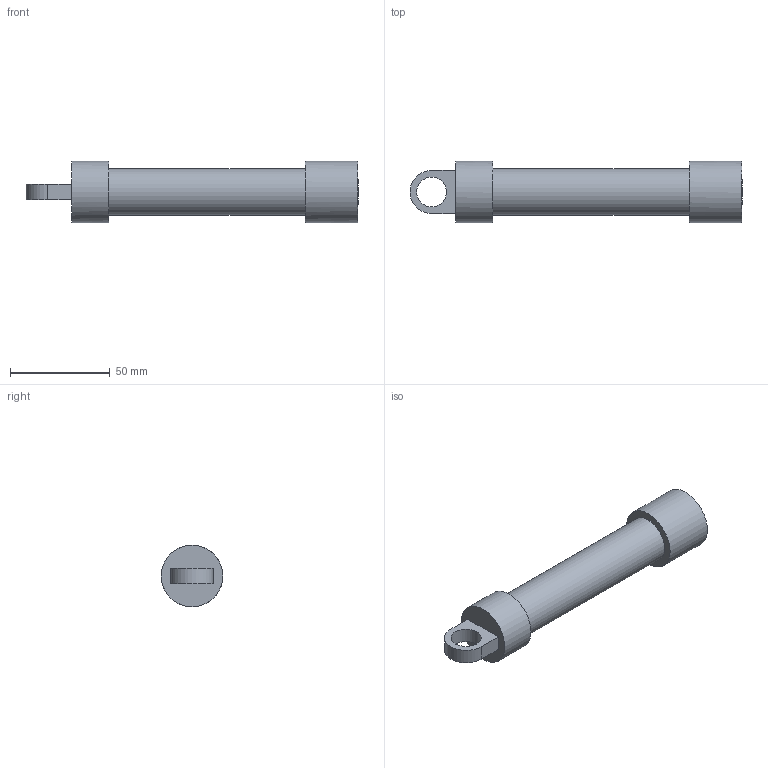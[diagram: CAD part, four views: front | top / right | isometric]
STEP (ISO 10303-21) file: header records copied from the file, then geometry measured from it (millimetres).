
FILE_DESCRIPTION( ( '' ), ' ' );
FILE_NAME( '5abb62904146e1122f21fcc9.step', '2018-03-28T09:38:25', ( '' ), ( '' ), ' ', ' ', ' ' );
FILE_SCHEMA( ( 'AUTOMOTIVE_DESIGN { 1 0 10303 214 1 1 1 1 }' ) );
Length unit declared in the file: metre
Products named in the file (1): Cylinder
Bounding box: 166.2 x 30.8 x 30.8 mm (x, y, z)
Volume: 47775.4 mm3; surface area: 22176.4 mm2
Topology: 1 solids, 1 shells, 21 faces, 40 edges, 28 vertices
Faces by surface type: plane 12, cylinder 9
Full cylindrical faces by diameter (mm): 0.382 x1, 12.574 x1, 15 x1, 18.12 x1, 22.734 x1, 23.2 x1, 30.8 x2
Entity records: 656 total; most frequent: DIRECTION 90, CARTESIAN_POINT 74, ORIENTED_EDGE 56, AXIS2_PLACEMENT_3D 40, EDGE_LOOP 38, FACE_OUTER_BOUND 29, EDGE_CURVE 28, VERTEX_POINT 24
